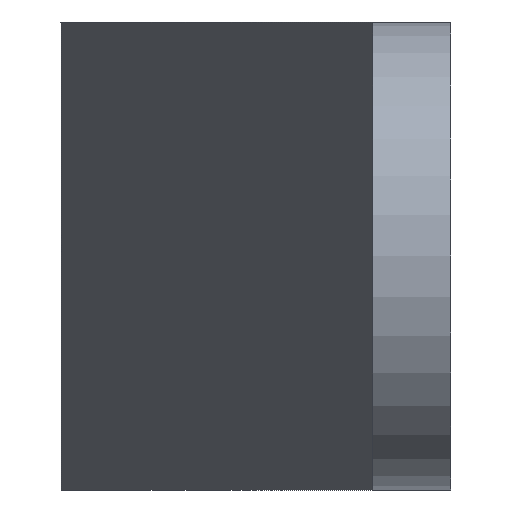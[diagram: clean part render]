
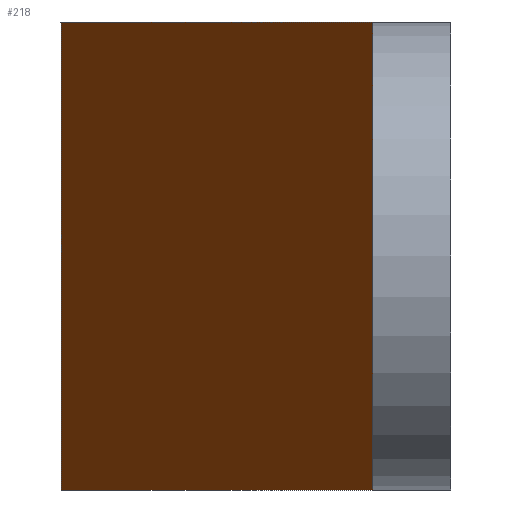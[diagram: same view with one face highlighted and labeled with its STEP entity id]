
A CAD part, left-side view. The second image highlights one B-rep face of the part: STEP entity #218.
In plain terms, the highlighted planar face has unit normal (-0.365, 0.931, 0).
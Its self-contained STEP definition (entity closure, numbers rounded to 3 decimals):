
#36=FACE_OUTER_BOUND('',#49,.T.);
#49=EDGE_LOOP('',(#172,#173,#174,#175));
#65=LINE('',#319,#85);
#77=LINE('',#344,#97);
#79=LINE('',#348,#99);
#80=LINE('',#352,#100);
#85=VECTOR('',#255,17.54);
#97=VECTOR('',#269,17.54);
#99=VECTOR('',#275,9.6);
#100=VECTOR('',#280,9.6);
#105=VERTEX_POINT('',#316);
#106=VERTEX_POINT('',#318);
#117=VERTEX_POINT('',#341);
#118=VERTEX_POINT('',#343);
#125=EDGE_CURVE('',#106,#105,#65,.T.);
#137=EDGE_CURVE('',#117,#118,#77,.T.);
#140=EDGE_CURVE('',#106,#117,#79,.T.);
#142=EDGE_CURVE('',#105,#118,#80,.T.);
#172=ORIENTED_EDGE('',*,*,#125,.T.);
#173=ORIENTED_EDGE('',*,*,#142,.T.);
#174=ORIENTED_EDGE('',*,*,#137,.F.);
#175=ORIENTED_EDGE('',*,*,#140,.F.);
#210=PLANE('',#234);
#218=ADVANCED_FACE('',(#36),#210,.T.);
#234=AXIS2_PLACEMENT_3D('',#351,#278,#279);
#255=DIRECTION('',(-0.931,-0.365,0.));
#269=DIRECTION('',(-0.931,-0.365,0.));
#275=DIRECTION('',(0.,0.,1.));
#278=DIRECTION('center_axis',(-0.365,0.931,0.));
#279=DIRECTION('ref_axis',(0.,0.,1.));
#280=DIRECTION('',(0.,0.,1.));
#316=CARTESIAN_POINT('',(-8.331,-2.4,-4.8));
#318=CARTESIAN_POINT('',(8.,4.,-4.8));
#319=CARTESIAN_POINT('',(8.,4.,-4.8));
#341=CARTESIAN_POINT('',(8.,4.,4.8));
#343=CARTESIAN_POINT('',(-8.331,-2.4,4.8));
#344=CARTESIAN_POINT('',(8.,4.,4.8));
#348=CARTESIAN_POINT('',(8.,4.,-4.8));
#351=CARTESIAN_POINT('Origin',(8.,4.,-4.8));
#352=CARTESIAN_POINT('',(-8.331,-2.4,-4.8));
